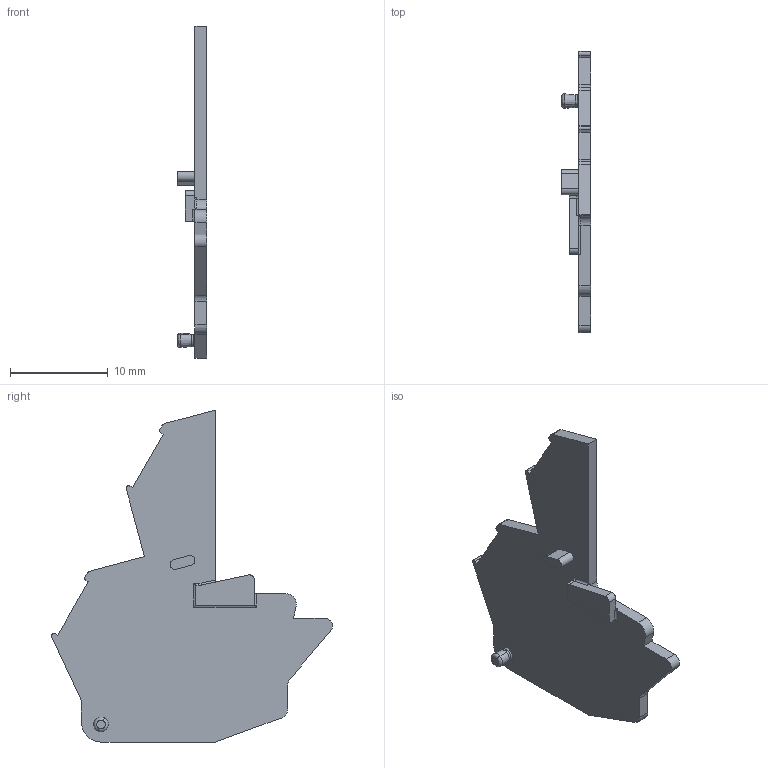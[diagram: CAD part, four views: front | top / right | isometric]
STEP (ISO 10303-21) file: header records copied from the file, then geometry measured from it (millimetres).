
FILE_DESCRIPTION(('CATIA V5R19 STEP'),'2;1');
FILE_NAME ('6015695_2', '2014-07-30T08:22:09+00:00', ('Weidmueller Interface'), ('Weidmueller'), 'CATIA Version 5 Release 20 SP 5 (IN-10)', 'CATIA V5 STEP AP214', 'none');
FILE_SCHEMA(('AUTOMOTIVE_DESIGN { 1 0 10303 214 1 1 1 1 }'));
Length unit declared in the file: millimetre
Products named in the file (1): 1784220000_TEAP_DLD2-5_DB
Bounding box: 3 x 28.77 x 33.97 mm (x, y, z)
Volume: 616.8 mm3; surface area: 1171 mm2
Topology: 1 solids, 1 shells, 69 faces, 185 edges, 120 vertices
Faces by surface type: plane 36, cylinder 26, cone 4, torus 3
Entity records: 2121 total; most frequent: CARTESIAN_POINT 409, ORIENTED_EDGE 370, DIRECTION 305, EDGE_CURVE 185, VECTOR 128, LINE 128, VERTEX_POINT 120, AXIS2_PLACEMENT_3D 115
